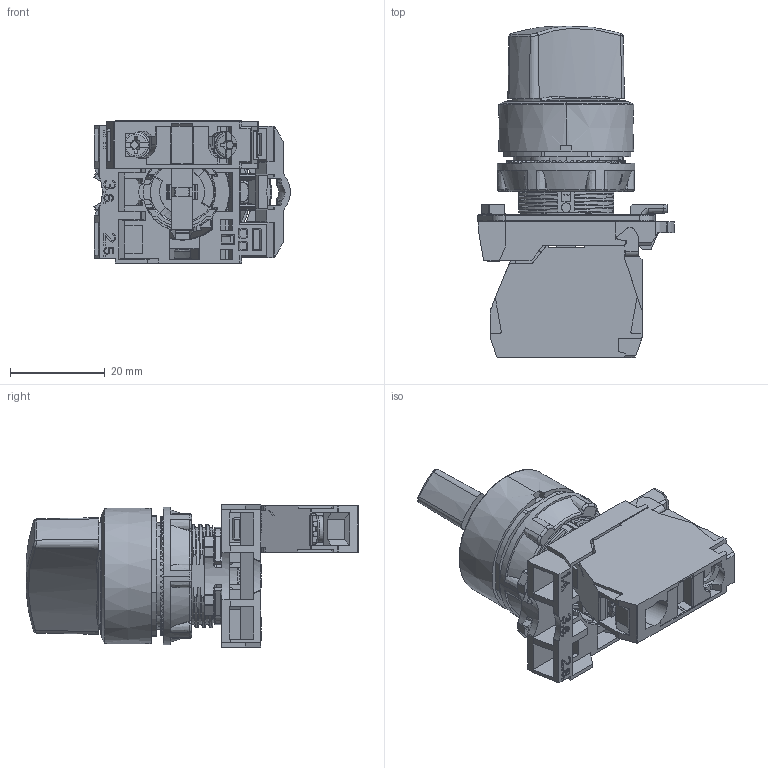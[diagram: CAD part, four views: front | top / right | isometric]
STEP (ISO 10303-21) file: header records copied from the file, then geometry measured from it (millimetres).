
FILE_DESCRIPTION((''),'2;1');
FILE_NAME('XB5AD21_ASM','2023-07-04T',('Administrator'),('zyb.com'),'PRO/ENGINEER BY PARAMETRIC TECHNOLOGY CORPORATION, 2010280','PRO/ENGINEER BY PARAMETRIC TECHNOLOGY CORPORATION, 2010280','');
FILE_SCHEMA(('AUTOMOTIVE_DESIGN { 1 0 10303 214 1 1 1 1 }'));
Length unit declared in the file: millimetre
Products named in the file (4): ZB5AZ009; ZBE101; ZB5AD2C; XB5AD21_ASM
Assembly tree (3 placements, depth 2):
  XB5AD21_ASM
    ZB5AZ009
    ZBE101
    ZB5AD2C
Bounding box: 41.43 x 70 x 30 mm (x, y, z)
Volume: 24631.6 mm3; surface area: 20233.8 mm2
Topology: 13 solids, 22 shells, 3818 faces, 10533 edges, 6813 vertices
Faces by surface type: plane 2139, cylinder 908, bspline 474, cone 164, torus 97, sphere 36
Entity records: 176679 total; most frequent: CARTESIAN_POINT 55562, ORIENTED_EDGE 21062, DIRECTION 17482, EDGE_CURVE 10531, VERTEX_POINT 6813, VECTOR 6740, LINE 6740, AXIS2_PLACEMENT_3D 5371
